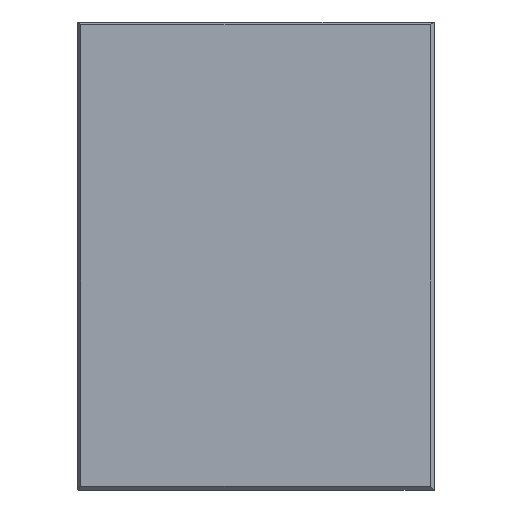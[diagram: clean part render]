
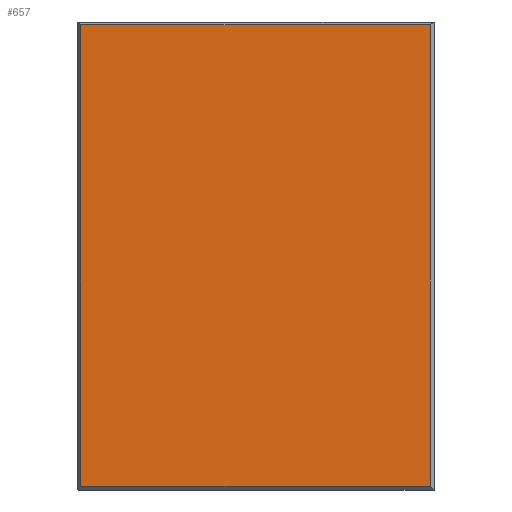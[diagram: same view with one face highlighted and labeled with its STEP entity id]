
A CAD part, left-side view. The second image highlights one B-rep face of the part: STEP entity #657.
In plain terms, the highlighted planar face has unit normal (-1, 0, 0).
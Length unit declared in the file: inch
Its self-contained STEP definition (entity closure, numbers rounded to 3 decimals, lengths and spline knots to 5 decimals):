
#2 = EDGE_LOOP ( 'NONE', ( #531, #869, #661, #990 ) ) ;
#38 = LINE ( 'NONE', #62, #890 ) ;
#54 = VECTOR ( 'NONE', #167, 39.37008 ) ;
#61 = VERTEX_POINT ( 'NONE', #896 ) ;
#62 = CARTESIAN_POINT ( 'NONE',  ( -4.16, 0., -1.235 ) ) ;
#116 = CARTESIAN_POINT ( 'NONE',  ( -4.16, -0.935, -1.235 ) ) ;
#167 = DIRECTION ( 'NONE',  ( 0., 0., 1. ) ) ;
#189 = VERTEX_POINT ( 'NONE', #116 ) ;
#195 = FACE_OUTER_BOUND ( 'NONE', #2, .T. ) ;
#235 = DIRECTION ( 'NONE',  ( 0., -1., 0. ) ) ;
#252 = PLANE ( 'NONE',  #1022 ) ;
#345 = DIRECTION ( 'NONE',  ( 0., -1., 0. ) ) ;
#370 = CARTESIAN_POINT ( 'NONE',  ( -4.16, 0.93892, 0. ) ) ;
#424 = EDGE_CURVE ( 'NONE', #736, #61, #950, .T. ) ;
#447 = CARTESIAN_POINT ( 'NONE',  ( -4.16, 0., 0. ) ) ;
#466 = VECTOR ( 'NONE', #556, 39.37008 ) ;
#509 = LINE ( 'NONE', #1163, #998 ) ;
#531 = ORIENTED_EDGE ( 'NONE', *, *, #588, .T. ) ;
#556 = DIRECTION ( 'NONE',  ( 0., 0., -1. ) ) ;
#560 = EDGE_CURVE ( 'NONE', #736, #855, #509, .T. ) ;
#588 = EDGE_CURVE ( 'NONE', #189, #855, #744, .T. ) ;
#617 = CARTESIAN_POINT ( 'NONE',  ( -4.16, -0.935, 0. ) ) ;
#623 = DIRECTION ( 'NONE',  ( 0., 0., 1. ) ) ;
#645 = EDGE_CURVE ( 'NONE', #61, #189, #38, .T. ) ;
#657 = ADVANCED_FACE ( 'NONE', ( #195 ), #252, .T. ) ;
#661 = ORIENTED_EDGE ( 'NONE', *, *, #424, .T. ) ;
#736 = VERTEX_POINT ( 'NONE', #755 ) ;
#744 = LINE ( 'NONE', #617, #54 ) ;
#755 = CARTESIAN_POINT ( 'NONE',  ( -4.16, 0.93892, 1.23959 ) ) ;
#764 = CARTESIAN_POINT ( 'NONE',  ( -4.16, -0.935, 1.23959 ) ) ;
#806 = DIRECTION ( 'NONE',  ( -1., 0., 0. ) ) ;
#855 = VERTEX_POINT ( 'NONE', #764 ) ;
#869 = ORIENTED_EDGE ( 'NONE', *, *, #560, .F. ) ;
#890 = VECTOR ( 'NONE', #345, 39.37008 ) ;
#896 = CARTESIAN_POINT ( 'NONE',  ( -4.16, 0.93892, -1.235 ) ) ;
#950 = LINE ( 'NONE', #370, #466 ) ;
#990 = ORIENTED_EDGE ( 'NONE', *, *, #645, .T. ) ;
#998 = VECTOR ( 'NONE', #235, 39.37008 ) ;
#1022 = AXIS2_PLACEMENT_3D ( 'NONE', #447, #806, #623 ) ;
#1163 = CARTESIAN_POINT ( 'NONE',  ( -4.16, 0., 1.23959 ) ) ;
